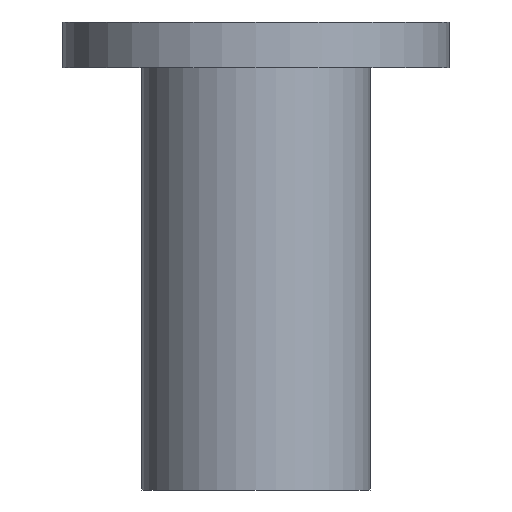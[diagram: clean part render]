
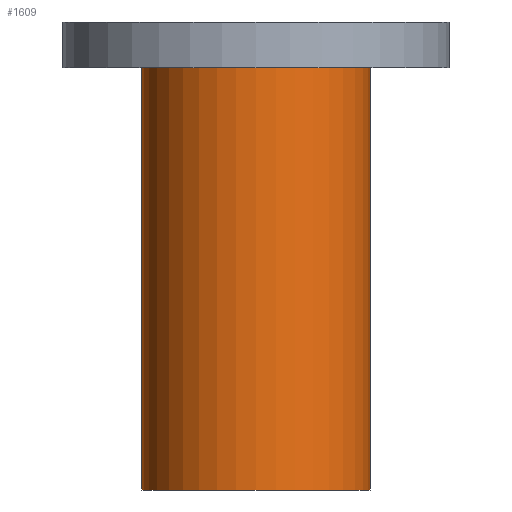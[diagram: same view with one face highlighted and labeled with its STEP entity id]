
A CAD part, front view. The second image highlights one B-rep face of the part: STEP entity #1609.
In plain terms, the highlighted cylindrical face has radius 15 mm (diameter 30 mm), a partial arc.
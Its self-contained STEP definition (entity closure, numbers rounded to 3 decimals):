
#33 = DIRECTION ( 'NONE',  ( 0., 0., 1. ) ) ;
#69 = CARTESIAN_POINT ( 'NONE',  ( -15., 0., 0. ) ) ;
#110 = VERTEX_POINT ( 'NONE', #146 ) ;
#146 = CARTESIAN_POINT ( 'NONE',  ( 15., 0., 0. ) ) ;
#151 = EDGE_CURVE ( 'NONE', #110, #245, #1016, .T. ) ;
#206 = DIRECTION ( 'NONE',  ( 1., 0., 0. ) ) ;
#245 = VERTEX_POINT ( 'NONE', #1715 ) ;
#254 = CIRCLE ( 'NONE', #1235, 15. ) ;
#283 = DIRECTION ( 'NONE',  ( -1., 0., 0. ) ) ;
#296 = CYLINDRICAL_SURFACE ( 'NONE', #1802, 15. ) ;
#399 = CARTESIAN_POINT ( 'NONE',  ( 0., 0., 55.54 ) ) ;
#423 = CIRCLE ( 'NONE', #1356, 15. ) ;
#500 = FACE_OUTER_BOUND ( 'NONE', #760, .T. ) ;
#577 = VECTOR ( 'NONE', #1735, 1000. ) ;
#641 = EDGE_CURVE ( 'NONE', #812, #909, #1438, .T. ) ;
#658 = ORIENTED_EDGE ( 'NONE', *, *, #641, .F. ) ;
#760 = EDGE_LOOP ( 'NONE', ( #658, #900, #2086, #785 ) ) ;
#785 = ORIENTED_EDGE ( 'NONE', *, *, #2058, .T. ) ;
#812 = VERTEX_POINT ( 'NONE', #1644 ) ;
#900 = ORIENTED_EDGE ( 'NONE', *, *, #1757, .F. ) ;
#909 = VERTEX_POINT ( 'NONE', #1148 ) ;
#1016 = LINE ( 'NONE', #1570, #577 ) ;
#1148 = CARTESIAN_POINT ( 'NONE',  ( -15., 0., 55.54 ) ) ;
#1201 = DIRECTION ( 'NONE',  ( 0., 0., 1. ) ) ;
#1217 = DIRECTION ( 'NONE',  ( -1., 0., 0. ) ) ;
#1235 = AXIS2_PLACEMENT_3D ( 'NONE', #1693, #1394, #283 ) ;
#1336 = CARTESIAN_POINT ( 'NONE',  ( 0., 0., 0. ) ) ;
#1356 = AXIS2_PLACEMENT_3D ( 'NONE', #399, #1831, #1217 ) ;
#1394 = DIRECTION ( 'NONE',  ( 0., 0., -1. ) ) ;
#1410 = VECTOR ( 'NONE', #1201, 1000. ) ;
#1438 = LINE ( 'NONE', #69, #1410 ) ;
#1570 = CARTESIAN_POINT ( 'NONE',  ( 15., 0., 0. ) ) ;
#1609 = ADVANCED_FACE ( 'NONE', ( #500 ), #296, .T. ) ;
#1644 = CARTESIAN_POINT ( 'NONE',  ( -15., 0., 0. ) ) ;
#1693 = CARTESIAN_POINT ( 'NONE',  ( 0., 0., 0. ) ) ;
#1715 = CARTESIAN_POINT ( 'NONE',  ( 15., 0., 55.54 ) ) ;
#1735 = DIRECTION ( 'NONE',  ( 0., 0., 1. ) ) ;
#1757 = EDGE_CURVE ( 'NONE', #110, #812, #254, .T. ) ;
#1802 = AXIS2_PLACEMENT_3D ( 'NONE', #1336, #33, #206 ) ;
#1831 = DIRECTION ( 'NONE',  ( 0., 0., -1. ) ) ;
#2058 = EDGE_CURVE ( 'NONE', #245, #909, #423, .T. ) ;
#2086 = ORIENTED_EDGE ( 'NONE', *, *, #151, .T. ) ;
